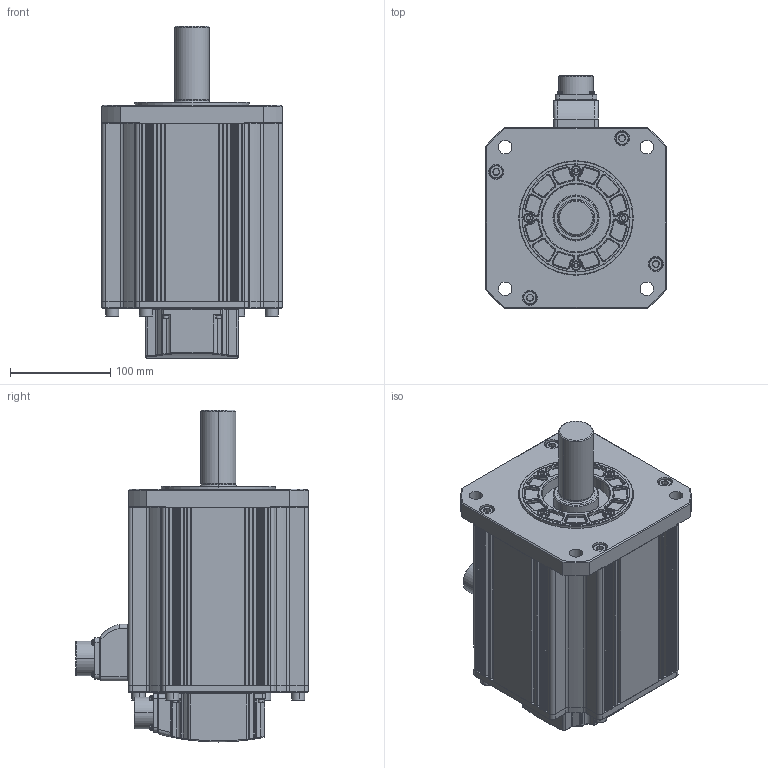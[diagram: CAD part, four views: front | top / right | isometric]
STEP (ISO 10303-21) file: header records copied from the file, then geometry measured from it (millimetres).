
FILE_DESCRIPTION (( 'STEP AP214' ), '1' );
FILE_NAME ('FM18GA002G03_Out Line(APM-FF55D_N,FF44G_N,FF30M_N).STEP', '2018-12-05T06:09:29', ( '' ), ( '' ), 'SwSTEP 2.0', 'SolidWorks 2011', '' );
FILE_SCHEMA (( 'AUTOMOTIVE_DESIGN' ));
Length unit declared in the file: millimetre
Products named in the file (1): FM18GA002G03_Out Line(APM-FF55D_N,FF44G_N,FF30M_N)
Bounding box: 180 x 232.5 x 331.5 mm (x, y, z)
Volume: 6231013 mm3; surface area: 512328.5 mm2
Topology: 56 solids, 56 shells, 2357 faces, 5896 edges, 3719 vertices
Faces by surface type: cylinder 878, plane 790, cone 273, torus 243, bspline 173
Entity records: 106531 total; most frequent: CARTESIAN_POINT 23322, DIRECTION 12225, ORIENTED_EDGE 11664, EDGE_CURVE 5832, AXIS2_PLACEMENT_3D 4746, VERTEX_POINT 3719, LINE 2733, VECTOR 2733
